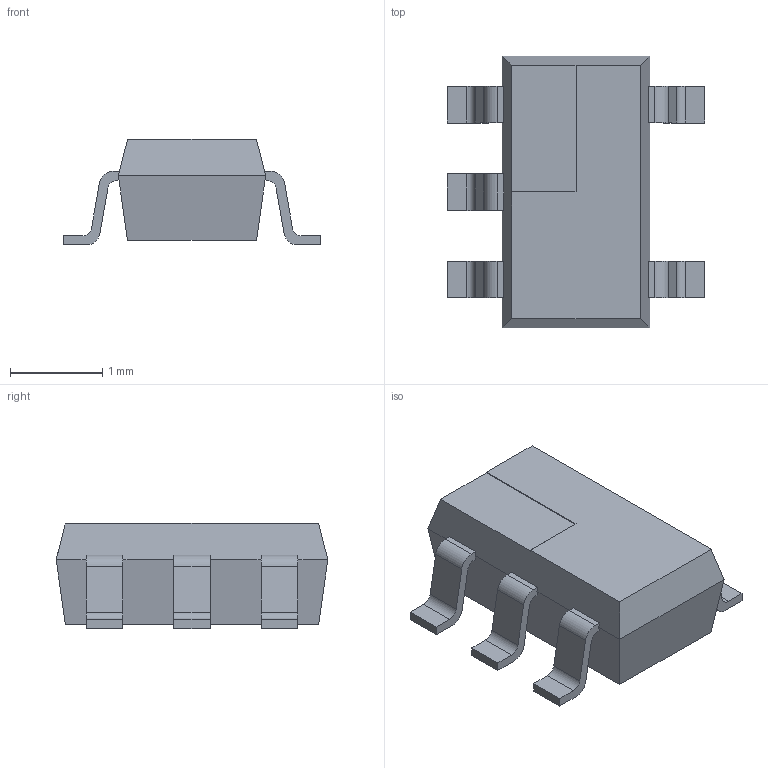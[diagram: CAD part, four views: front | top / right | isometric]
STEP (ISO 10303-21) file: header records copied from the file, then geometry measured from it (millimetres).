
FILE_DESCRIPTION((''),'2;1');
FILE_NAME('DBV-5_TI','2010-10-19T',('Simon'),(''),'PRO/ENGINEER BY PARAMETRIC TECHNOLOGY CORPORATION, 2008400','PRO/ENGINEER BY PARAMETRIC TECHNOLOGY CORPORATION, 2008400','');
FILE_SCHEMA(('AUTOMOTIVE_DESIGN_CC2 { 1 2 10303 214 -1 1 5 2 }'));
Length unit declared in the file: millimetre
Products named in the file (1): DBV-5_TI
Bounding box: 2.8 x 2.95 x 1.15 mm (x, y, z)
Volume: 4.9 mm3; surface area: 23.1 mm2
Topology: 1 solids, 1 shells, 78 faces, 224 edges, 148 vertices
Faces by surface type: plane 58, cylinder 20
Entity records: 3421 total; most frequent: CARTESIAN_POINT 450, ORIENTED_EDGE 448, DIRECTION 420, PRESENTATION_STYLE_ASSIGNMENT 238, STYLED_ITEM 225, CURVE_STYLE 224, EDGE_CURVE 224, VECTOR 184
